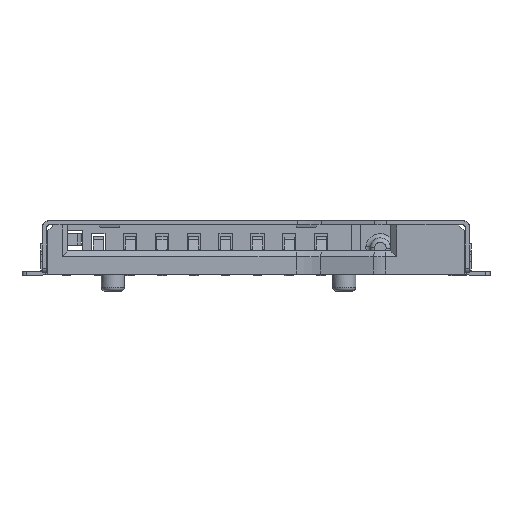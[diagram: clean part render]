
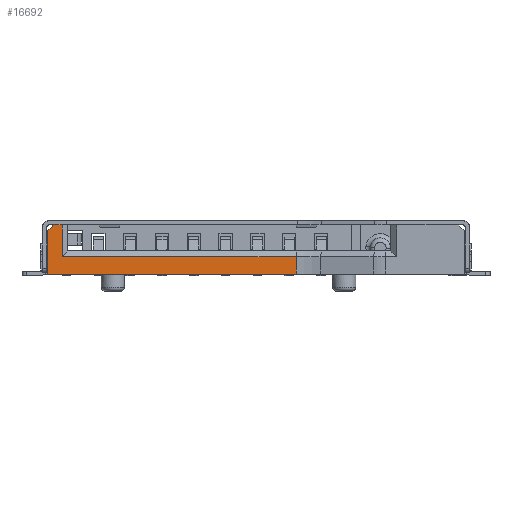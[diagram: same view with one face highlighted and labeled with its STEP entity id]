
A CAD part, front view. The second image highlights one B-rep face of the part: STEP entity #16692.
In plain terms, the highlighted planar face has unit normal (0, -1, 0).
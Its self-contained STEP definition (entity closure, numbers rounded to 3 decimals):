
#4688 = VERTEX_POINT('',#4689);
#4689 = CARTESIAN_POINT('',(-1.746,-3.299,1.756));
#4720 = VERTEX_POINT('',#4721);
#4721 = CARTESIAN_POINT('',(-2.046,-3.299,1.756));
#8601 = VERTEX_POINT('',#8602);
#8602 = CARTESIAN_POINT('',(6.342,-3.299,
    0.056));
#8609 = EDGE_CURVE('',#8610,#8601,#8612,.T.);
#8610 = VERTEX_POINT('',#8611);
#8611 = CARTESIAN_POINT('',(-2.246,-3.299,0.056));
#8612 = LINE('',#8613,#8614);
#8613 = CARTESIAN_POINT('',(-2.246,-3.299,0.056));
#8614 = VECTOR('',#8615,1.);
#8615 = DIRECTION('',(1.,0.,0.));
#9187 = EDGE_CURVE('',#8610,#9188,#9190,.T.);
#9188 = VERTEX_POINT('',#9189);
#9189 = CARTESIAN_POINT('',(-2.246,-3.299,1.556));
#9190 = LINE('',#9191,#9192);
#9191 = CARTESIAN_POINT('',(-2.246,-3.299,0.056));
#9192 = VECTOR('',#9193,1.);
#9193 = DIRECTION('',(0.,0.,1.));
#10627 = EDGE_CURVE('',#4720,#4688,#10628,.T.);
#10628 = LINE('',#10629,#10630);
#10629 = CARTESIAN_POINT('',(-2.046,-3.299,1.756));
#10630 = VECTOR('',#10631,1.);
#10631 = DIRECTION('',(1.,0.,0.));
#10659 = EDGE_CURVE('',#4720,#9188,#10660,.T.);
#10660 = LINE('',#10661,#10662);
#10661 = CARTESIAN_POINT('',(-2.046,-3.299,1.756));
#10662 = VECTOR('',#10663,1.);
#10663 = DIRECTION('',(-0.707,0.,-0.707));
#10673 = EDGE_CURVE('',#10674,#4688,#10676,.T.);
#10674 = VERTEX_POINT('',#10675);
#10675 = CARTESIAN_POINT('',(-1.746,-3.299,0.656));
#10676 = LINE('',#10677,#10678);
#10677 = CARTESIAN_POINT('',(-1.746,-3.299,0.656));
#10678 = VECTOR('',#10679,1.);
#10679 = DIRECTION('',(0.,0.,1.));
#13268 = EDGE_CURVE('',#13269,#10674,#13271,.T.);
#13269 = VERTEX_POINT('',#13270);
#13270 = CARTESIAN_POINT('',(6.342,-3.299,
    0.656));
#13271 = LINE('',#13272,#13273);
#13272 = CARTESIAN_POINT('',(6.342,-3.299,
    0.656));
#13273 = VECTOR('',#13274,1.);
#13274 = DIRECTION('',(-1.,0.,0.));
#16682 = EDGE_CURVE('',#13269,#8601,#16683,.T.);
#16683 = LINE('',#16684,#16685);
#16684 = CARTESIAN_POINT('',(6.342,-3.299,
    0.656));
#16685 = VECTOR('',#16686,1.);
#16686 = DIRECTION('',(0.,0.,-1.));
#16692 = ADVANCED_FACE('',(#16693),#16702,.F.);
#16693 = FACE_BOUND('',#16694,.T.);
#16694 = EDGE_LOOP('',(#16695,#16696,#16697,#16698,#16699,#16700,#16701)
  );
#16695 = ORIENTED_EDGE('',*,*,#10627,.F.);
#16696 = ORIENTED_EDGE('',*,*,#10659,.T.);
#16697 = ORIENTED_EDGE('',*,*,#9187,.F.);
#16698 = ORIENTED_EDGE('',*,*,#8609,.T.);
#16699 = ORIENTED_EDGE('',*,*,#16682,.F.);
#16700 = ORIENTED_EDGE('',*,*,#13268,.T.);
#16701 = ORIENTED_EDGE('',*,*,#10673,.T.);
#16702 = PLANE('',#16703);
#16703 = AXIS2_PLACEMENT_3D('',#16704,#16705,#16706);
#16704 = CARTESIAN_POINT('',(6.764,-3.299,1.756));
#16705 = DIRECTION('',(0.,1.,0.));
#16706 = DIRECTION('',(0.,0.,-1.));
